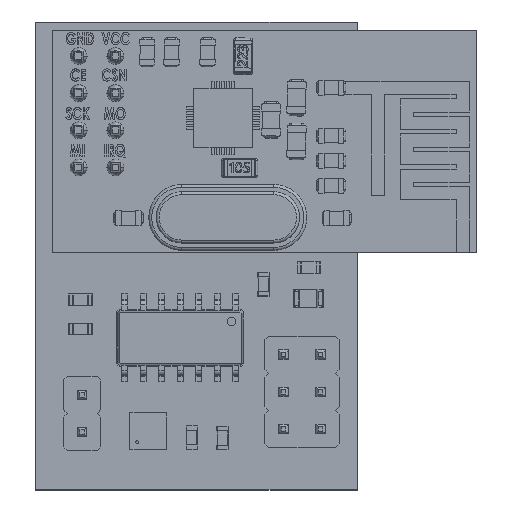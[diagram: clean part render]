
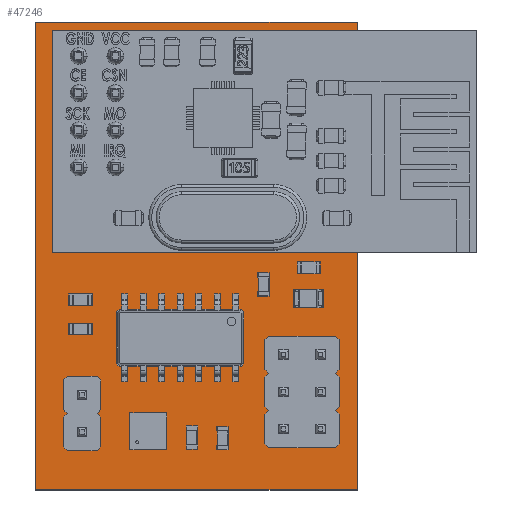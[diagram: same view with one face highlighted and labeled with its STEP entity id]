
A CAD part, top view. The second image highlights one B-rep face of the part: STEP entity #47246.
In plain terms, the highlighted planar face has unit normal (0, 0, 1).
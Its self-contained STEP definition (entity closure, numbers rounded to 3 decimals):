
#46947 = VERTEX_POINT('',#46948);
#46948 = CARTESIAN_POINT('',(91.,-52.,1.51));
#46954 = EDGE_CURVE('',#46947,#46955,#46957,.T.);
#46955 = VERTEX_POINT('',#46956);
#46956 = CARTESIAN_POINT('',(69.,-52.,1.51));
#46957 = LINE('',#46958,#46959);
#46958 = CARTESIAN_POINT('',(91.,-52.,1.51));
#46959 = VECTOR('',#46960,1.);
#46960 = DIRECTION('',(-1.,0.,0.));
#46987 = VERTEX_POINT('',#46988);
#46988 = CARTESIAN_POINT('',(91.,-20.,1.51));
#46994 = EDGE_CURVE('',#46987,#46947,#46995,.T.);
#46995 = LINE('',#46996,#46997);
#46996 = CARTESIAN_POINT('',(91.,-20.,1.51));
#46997 = VECTOR('',#46998,1.);
#46998 = DIRECTION('',(0.,-1.,0.));
#47016 = EDGE_CURVE('',#46955,#47017,#47019,.T.);
#47017 = VERTEX_POINT('',#47018);
#47018 = CARTESIAN_POINT('',(69.,-20.,1.51));
#47019 = LINE('',#47020,#47021);
#47020 = CARTESIAN_POINT('',(69.,-52.,1.51));
#47021 = VECTOR('',#47022,1.);
#47022 = DIRECTION('',(0.,1.,0.));
#47246 = ADVANCED_FACE('',(#47247,#47258,#47269,#47280,#47291,#47302,
    #47313,#47324,#47335,#47346,#47357,#47368,#47379,#47390,#47401,
    #47412,#47423,#47434),#47445,.T.);
#47247 = FACE_BOUND('',#47248,.T.);
#47248 = EDGE_LOOP('',(#47249,#47250,#47251,#47257));
#47249 = ORIENTED_EDGE('',*,*,#46954,.F.);
#47250 = ORIENTED_EDGE('',*,*,#46994,.F.);
#47251 = ORIENTED_EDGE('',*,*,#47252,.F.);
#47252 = EDGE_CURVE('',#47017,#46987,#47253,.T.);
#47253 = LINE('',#47254,#47255);
#47254 = CARTESIAN_POINT('',(69.,-20.,1.51));
#47255 = VECTOR('',#47256,1.);
#47256 = DIRECTION('',(1.,0.,0.));
#47257 = ORIENTED_EDGE('',*,*,#47016,.F.);
#47258 = FACE_BOUND('',#47259,.T.);
#47259 = EDGE_LOOP('',(#47260));
#47260 = ORIENTED_EDGE('',*,*,#47261,.T.);
#47261 = EDGE_CURVE('',#47262,#47262,#47264,.T.);
#47262 = VERTEX_POINT('',#47263);
#47263 = CARTESIAN_POINT('',(72.2,-48.54,1.51));
#47264 = CIRCLE('',#47265,0.5);
#47265 = AXIS2_PLACEMENT_3D('',#47266,#47267,#47268);
#47266 = CARTESIAN_POINT('',(72.2,-48.04,1.51));
#47267 = DIRECTION('',(-0.,0.,-1.));
#47268 = DIRECTION('',(-0.,-1.,0.));
#47269 = FACE_BOUND('',#47270,.T.);
#47270 = EDGE_LOOP('',(#47271));
#47271 = ORIENTED_EDGE('',*,*,#47272,.T.);
#47272 = EDGE_CURVE('',#47273,#47273,#47275,.T.);
#47273 = VERTEX_POINT('',#47274);
#47274 = CARTESIAN_POINT('',(72.2,-46.,1.51));
#47275 = CIRCLE('',#47276,0.5);
#47276 = AXIS2_PLACEMENT_3D('',#47277,#47278,#47279);
#47277 = CARTESIAN_POINT('',(72.2,-45.5,1.51));
#47278 = DIRECTION('',(-0.,0.,-1.));
#47279 = DIRECTION('',(-0.,-1.,0.));
#47280 = FACE_BOUND('',#47281,.T.);
#47281 = EDGE_LOOP('',(#47282));
#47282 = ORIENTED_EDGE('',*,*,#47283,.T.);
#47283 = EDGE_CURVE('',#47284,#47284,#47286,.T.);
#47284 = VERTEX_POINT('',#47285);
#47285 = CARTESIAN_POINT('',(85.96,-48.34,1.51));
#47286 = CIRCLE('',#47287,0.5);
#47287 = AXIS2_PLACEMENT_3D('',#47288,#47289,#47290);
#47288 = CARTESIAN_POINT('',(85.96,-47.84,1.51));
#47289 = DIRECTION('',(-0.,0.,-1.));
#47290 = DIRECTION('',(-0.,-1.,0.));
#47291 = FACE_BOUND('',#47292,.T.);
#47292 = EDGE_LOOP('',(#47293));
#47293 = ORIENTED_EDGE('',*,*,#47294,.T.);
#47294 = EDGE_CURVE('',#47295,#47295,#47297,.T.);
#47295 = VERTEX_POINT('',#47296);
#47296 = CARTESIAN_POINT('',(85.96,-45.8,1.51));
#47297 = CIRCLE('',#47298,0.5);
#47298 = AXIS2_PLACEMENT_3D('',#47299,#47300,#47301);
#47299 = CARTESIAN_POINT('',(85.96,-45.3,1.51));
#47300 = DIRECTION('',(-0.,0.,-1.));
#47301 = DIRECTION('',(-0.,-1.,0.));
#47302 = FACE_BOUND('',#47303,.T.);
#47303 = EDGE_LOOP('',(#47304));
#47304 = ORIENTED_EDGE('',*,*,#47305,.T.);
#47305 = EDGE_CURVE('',#47306,#47306,#47308,.T.);
#47306 = VERTEX_POINT('',#47307);
#47307 = CARTESIAN_POINT('',(88.5,-48.34,1.51));
#47308 = CIRCLE('',#47309,0.5);
#47309 = AXIS2_PLACEMENT_3D('',#47310,#47311,#47312);
#47310 = CARTESIAN_POINT('',(88.5,-47.84,1.51));
#47311 = DIRECTION('',(-0.,0.,-1.));
#47312 = DIRECTION('',(-0.,-1.,0.));
#47313 = FACE_BOUND('',#47314,.T.);
#47314 = EDGE_LOOP('',(#47315));
#47315 = ORIENTED_EDGE('',*,*,#47316,.T.);
#47316 = EDGE_CURVE('',#47317,#47317,#47319,.T.);
#47317 = VERTEX_POINT('',#47318);
#47318 = CARTESIAN_POINT('',(88.5,-45.8,1.51));
#47319 = CIRCLE('',#47320,0.5);
#47320 = AXIS2_PLACEMENT_3D('',#47321,#47322,#47323);
#47321 = CARTESIAN_POINT('',(88.5,-45.3,1.51));
#47322 = DIRECTION('',(-0.,0.,-1.));
#47323 = DIRECTION('',(-0.,-1.,0.));
#47324 = FACE_BOUND('',#47325,.T.);
#47325 = EDGE_LOOP('',(#47326));
#47326 = ORIENTED_EDGE('',*,*,#47327,.T.);
#47327 = EDGE_CURVE('',#47328,#47328,#47330,.T.);
#47328 = VERTEX_POINT('',#47329);
#47329 = CARTESIAN_POINT('',(85.96,-43.26,1.51));
#47330 = CIRCLE('',#47331,0.5);
#47331 = AXIS2_PLACEMENT_3D('',#47332,#47333,#47334);
#47332 = CARTESIAN_POINT('',(85.96,-42.76,1.51));
#47333 = DIRECTION('',(-0.,0.,-1.));
#47334 = DIRECTION('',(-0.,-1.,0.));
#47335 = FACE_BOUND('',#47336,.T.);
#47336 = EDGE_LOOP('',(#47337));
#47337 = ORIENTED_EDGE('',*,*,#47338,.T.);
#47338 = EDGE_CURVE('',#47339,#47339,#47341,.T.);
#47339 = VERTEX_POINT('',#47340);
#47340 = CARTESIAN_POINT('',(88.5,-43.26,1.51));
#47341 = CIRCLE('',#47342,0.5);
#47342 = AXIS2_PLACEMENT_3D('',#47343,#47344,#47345);
#47343 = CARTESIAN_POINT('',(88.5,-42.76,1.51));
#47344 = DIRECTION('',(-0.,0.,-1.));
#47345 = DIRECTION('',(-0.,-1.,0.));
#47346 = FACE_BOUND('',#47347,.T.);
#47347 = EDGE_LOOP('',(#47348));
#47348 = ORIENTED_EDGE('',*,*,#47349,.T.);
#47349 = EDGE_CURVE('',#47350,#47350,#47352,.T.);
#47350 = VERTEX_POINT('',#47351);
#47351 = CARTESIAN_POINT('',(71.96,-30.5,1.51));
#47352 = CIRCLE('',#47353,0.5);
#47353 = AXIS2_PLACEMENT_3D('',#47354,#47355,#47356);
#47354 = CARTESIAN_POINT('',(71.96,-30.,1.51));
#47355 = DIRECTION('',(-0.,0.,-1.));
#47356 = DIRECTION('',(-0.,-1.,0.));
#47357 = FACE_BOUND('',#47358,.T.);
#47358 = EDGE_LOOP('',(#47359));
#47359 = ORIENTED_EDGE('',*,*,#47360,.T.);
#47360 = EDGE_CURVE('',#47361,#47361,#47363,.T.);
#47361 = VERTEX_POINT('',#47362);
#47362 = CARTESIAN_POINT('',(74.5,-30.5,1.51));
#47363 = CIRCLE('',#47364,0.5);
#47364 = AXIS2_PLACEMENT_3D('',#47365,#47366,#47367);
#47365 = CARTESIAN_POINT('',(74.5,-30.,1.51));
#47366 = DIRECTION('',(-0.,0.,-1.));
#47367 = DIRECTION('',(-0.,-1.,0.));
#47368 = FACE_BOUND('',#47369,.T.);
#47369 = EDGE_LOOP('',(#47370));
#47370 = ORIENTED_EDGE('',*,*,#47371,.T.);
#47371 = EDGE_CURVE('',#47372,#47372,#47374,.T.);
#47372 = VERTEX_POINT('',#47373);
#47373 = CARTESIAN_POINT('',(71.96,-27.96,1.51));
#47374 = CIRCLE('',#47375,0.5);
#47375 = AXIS2_PLACEMENT_3D('',#47376,#47377,#47378);
#47376 = CARTESIAN_POINT('',(71.96,-27.46,1.51));
#47377 = DIRECTION('',(-0.,0.,-1.));
#47378 = DIRECTION('',(-0.,-1.,0.));
#47379 = FACE_BOUND('',#47380,.T.);
#47380 = EDGE_LOOP('',(#47381));
#47381 = ORIENTED_EDGE('',*,*,#47382,.T.);
#47382 = EDGE_CURVE('',#47383,#47383,#47385,.T.);
#47383 = VERTEX_POINT('',#47384);
#47384 = CARTESIAN_POINT('',(74.5,-27.96,1.51));
#47385 = CIRCLE('',#47386,0.5);
#47386 = AXIS2_PLACEMENT_3D('',#47387,#47388,#47389);
#47387 = CARTESIAN_POINT('',(74.5,-27.46,1.51));
#47388 = DIRECTION('',(-0.,0.,-1.));
#47389 = DIRECTION('',(-0.,-1.,0.));
#47390 = FACE_BOUND('',#47391,.T.);
#47391 = EDGE_LOOP('',(#47392));
#47392 = ORIENTED_EDGE('',*,*,#47393,.T.);
#47393 = EDGE_CURVE('',#47394,#47394,#47396,.T.);
#47394 = VERTEX_POINT('',#47395);
#47395 = CARTESIAN_POINT('',(71.96,-25.42,1.51));
#47396 = CIRCLE('',#47397,0.5);
#47397 = AXIS2_PLACEMENT_3D('',#47398,#47399,#47400);
#47398 = CARTESIAN_POINT('',(71.96,-24.92,1.51));
#47399 = DIRECTION('',(-0.,0.,-1.));
#47400 = DIRECTION('',(-0.,-1.,0.));
#47401 = FACE_BOUND('',#47402,.T.);
#47402 = EDGE_LOOP('',(#47403));
#47403 = ORIENTED_EDGE('',*,*,#47404,.T.);
#47404 = EDGE_CURVE('',#47405,#47405,#47407,.T.);
#47405 = VERTEX_POINT('',#47406);
#47406 = CARTESIAN_POINT('',(71.96,-22.88,1.51));
#47407 = CIRCLE('',#47408,0.5);
#47408 = AXIS2_PLACEMENT_3D('',#47409,#47410,#47411);
#47409 = CARTESIAN_POINT('',(71.96,-22.38,1.51));
#47410 = DIRECTION('',(-0.,0.,-1.));
#47411 = DIRECTION('',(-0.,-1.,0.));
#47412 = FACE_BOUND('',#47413,.T.);
#47413 = EDGE_LOOP('',(#47414));
#47414 = ORIENTED_EDGE('',*,*,#47415,.T.);
#47415 = EDGE_CURVE('',#47416,#47416,#47418,.T.);
#47416 = VERTEX_POINT('',#47417);
#47417 = CARTESIAN_POINT('',(74.5,-25.42,1.51));
#47418 = CIRCLE('',#47419,0.5);
#47419 = AXIS2_PLACEMENT_3D('',#47420,#47421,#47422);
#47420 = CARTESIAN_POINT('',(74.5,-24.92,1.51));
#47421 = DIRECTION('',(-0.,0.,-1.));
#47422 = DIRECTION('',(-0.,-1.,0.));
#47423 = FACE_BOUND('',#47424,.T.);
#47424 = EDGE_LOOP('',(#47425));
#47425 = ORIENTED_EDGE('',*,*,#47426,.T.);
#47426 = EDGE_CURVE('',#47427,#47427,#47429,.T.);
#47427 = VERTEX_POINT('',#47428);
#47428 = CARTESIAN_POINT('',(74.5,-22.88,1.51));
#47429 = CIRCLE('',#47430,0.5);
#47430 = AXIS2_PLACEMENT_3D('',#47431,#47432,#47433);
#47431 = CARTESIAN_POINT('',(74.5,-22.38,1.51));
#47432 = DIRECTION('',(-0.,0.,-1.));
#47433 = DIRECTION('',(-0.,-1.,0.));
#47434 = FACE_BOUND('',#47435,.T.);
#47435 = EDGE_LOOP('',(#47436));
#47436 = ORIENTED_EDGE('',*,*,#47437,.T.);
#47437 = EDGE_CURVE('',#47438,#47438,#47440,.T.);
#47438 = VERTEX_POINT('',#47439);
#47439 = CARTESIAN_POINT('',(85.2,-29.1,1.51));
#47440 = CIRCLE('',#47441,1.6);
#47441 = AXIS2_PLACEMENT_3D('',#47442,#47443,#47444);
#47442 = CARTESIAN_POINT('',(85.2,-27.5,1.51));
#47443 = DIRECTION('',(-0.,0.,-1.));
#47444 = DIRECTION('',(0.,-1.,-0.));
#47445 = PLANE('',#47446);
#47446 = AXIS2_PLACEMENT_3D('',#47447,#47448,#47449);
#47447 = CARTESIAN_POINT('',(0.,0.,1.51));
#47448 = DIRECTION('',(0.,0.,1.));
#47449 = DIRECTION('',(1.,0.,-0.));
